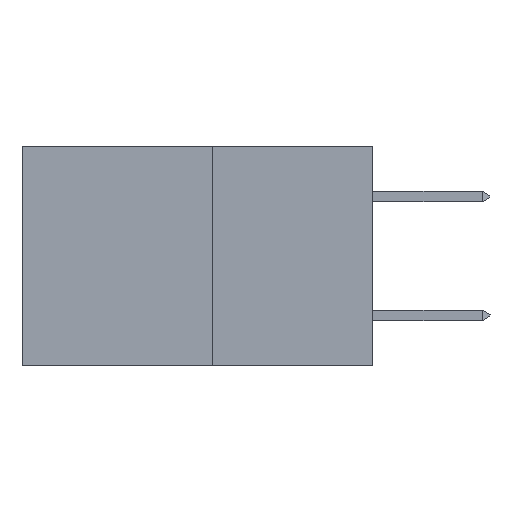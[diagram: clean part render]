
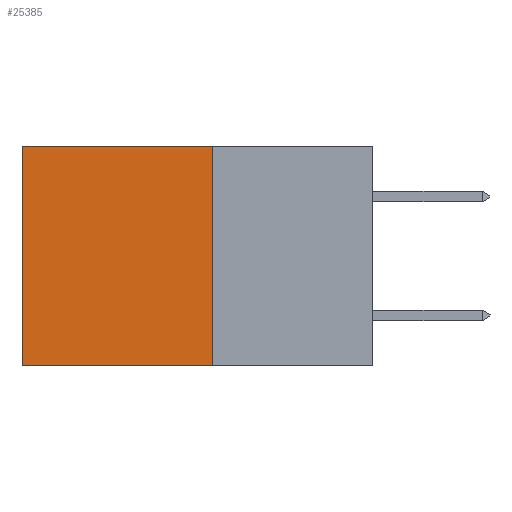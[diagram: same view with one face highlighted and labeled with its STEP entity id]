
A CAD part, left-side view. The second image highlights one B-rep face of the part: STEP entity #25385.
In plain terms, the highlighted planar face has unit normal (-1, 0, 0).
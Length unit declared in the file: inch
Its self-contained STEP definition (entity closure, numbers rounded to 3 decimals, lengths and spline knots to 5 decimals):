
#769 = DIRECTION ( 'NONE',  ( 0., 0., -1. ) ) ;
#2153 = ORIENTED_EDGE ( 'NONE', *, *, #2289, .T. ) ;
#2289 = EDGE_CURVE ( 'NONE', #5568, #33075, #19899, .T. ) ;
#3276 = LINE ( 'NONE', #7153, #23986 ) ;
#4175 = CARTESIAN_POINT ( 'NONE',  ( 0.277, 0.59, 0. ) ) ;
#4370 = CARTESIAN_POINT ( 'NONE',  ( 0.277, 0.27, -0.37 ) ) ;
#5229 = VERTEX_POINT ( 'NONE', #30872 ) ;
#5568 = VERTEX_POINT ( 'NONE', #4175 ) ;
#7096 = CARTESIAN_POINT ( 'NONE',  ( 0.277, 0.59, -0.37 ) ) ;
#7153 = CARTESIAN_POINT ( 'NONE',  ( 0.277, 0.27, -0.37 ) ) ;
#7161 = DIRECTION ( 'NONE',  ( 0., 0., -1. ) ) ;
#7253 = DIRECTION ( 'NONE',  ( 0., 0., -1. ) ) ;
#9421 = VERTEX_POINT ( 'NONE', #19047 ) ;
#9605 = AXIS2_PLACEMENT_3D ( 'NONE', #4370, #24105, #7253 ) ;
#9967 = DIRECTION ( 'NONE',  ( 0., 1., 0. ) ) ;
#12730 = LINE ( 'NONE', #14803, #19300 ) ;
#14803 = CARTESIAN_POINT ( 'NONE',  ( 0.277, 0.27, -0.37 ) ) ;
#14880 = EDGE_CURVE ( 'NONE', #5229, #5568, #18693, .T. ) ;
#16827 = CARTESIAN_POINT ( 'NONE',  ( 0.277, 0.27, 0. ) ) ;
#17826 = VECTOR ( 'NONE', #30939, 39.37008 ) ;
#18110 = VECTOR ( 'NONE', #7161, 39.37008 ) ;
#18405 = PLANE ( 'NONE',  #9605 ) ;
#18693 = LINE ( 'NONE', #16827, #17826 ) ;
#19047 = CARTESIAN_POINT ( 'NONE',  ( 0.277, 0.27, -0.37 ) ) ;
#19300 = VECTOR ( 'NONE', #769, 39.37008 ) ;
#19899 = LINE ( 'NONE', #7096, #18110 ) ;
#20382 = CARTESIAN_POINT ( 'NONE',  ( 0.277, 0.59, -0.37 ) ) ;
#22716 = FACE_OUTER_BOUND ( 'NONE', #27762, .T. ) ;
#23986 = VECTOR ( 'NONE', #9967, 39.37008 ) ;
#24105 = DIRECTION ( 'NONE',  ( 1., 0., 0. ) ) ;
#25385 = ADVANCED_FACE ( 'NONE', ( #22716 ), #18405, .F. ) ;
#27762 = EDGE_LOOP ( 'NONE', ( #2153, #29123, #36050, #32813 ) ) ;
#28570 = EDGE_CURVE ( 'NONE', #5229, #9421, #12730, .T. ) ;
#29123 = ORIENTED_EDGE ( 'NONE', *, *, #35601, .F. ) ;
#30872 = CARTESIAN_POINT ( 'NONE',  ( 0.277, 0.27, 0. ) ) ;
#30939 = DIRECTION ( 'NONE',  ( 0., 1., 0. ) ) ;
#32813 = ORIENTED_EDGE ( 'NONE', *, *, #14880, .T. ) ;
#33075 = VERTEX_POINT ( 'NONE', #20382 ) ;
#35601 = EDGE_CURVE ( 'NONE', #9421, #33075, #3276, .T. ) ;
#36050 = ORIENTED_EDGE ( 'NONE', *, *, #28570, .F. ) ;
